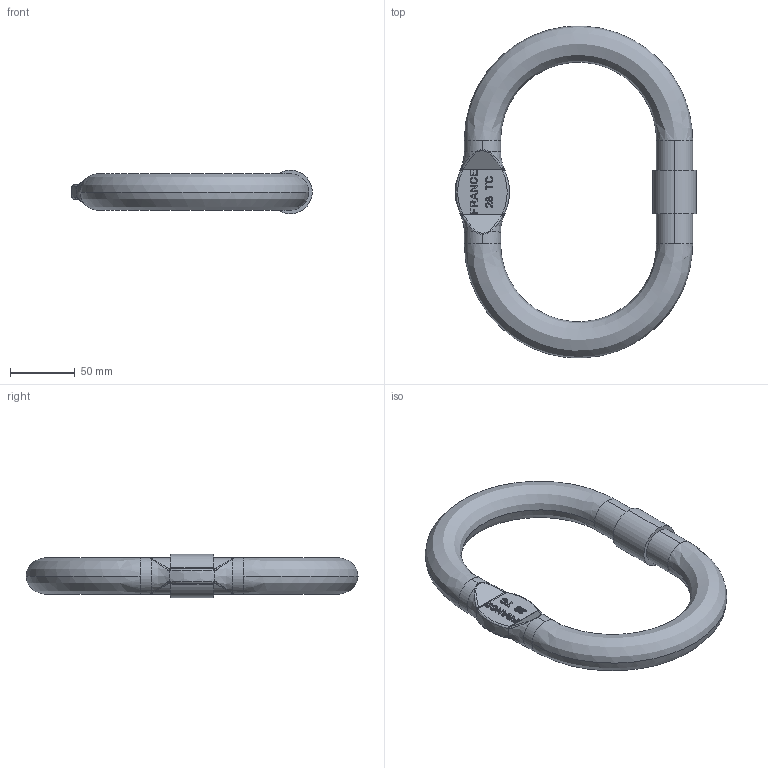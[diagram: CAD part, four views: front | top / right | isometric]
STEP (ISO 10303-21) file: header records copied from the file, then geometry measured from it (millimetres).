
FILE_DESCRIPTION(('STEP AP214'),'1');
FILE_NAME('ms28j.stp','2018-02-28T09:10:49',('TraceParts'),('TraceParts S.A.'),'Spatial InterOp 3D',' ',' ');
FILE_SCHEMA(('automotive_design'));
Length unit declared in the file: millimetre
Products named in the file (1): ms28j
Bounding box: 185.35 x 255.88 x 33.6 mm (x, y, z)
Volume: 384578.3 mm3; surface area: 57255.3 mm2
Topology: 1 solids, 1 shells, 335 faces, 877 edges, 574 vertices
Faces by surface type: plane 174, bspline 141, cylinder 20
Entity records: 20050 total; most frequent: CARTESIAN_POINT 10034, ORIENTED_EDGE 1754, DIRECTION 1069, EDGE_CURVE 877, VERTEX_POINT 574, LINE 527, VECTOR 527, EDGE_LOOP 367
